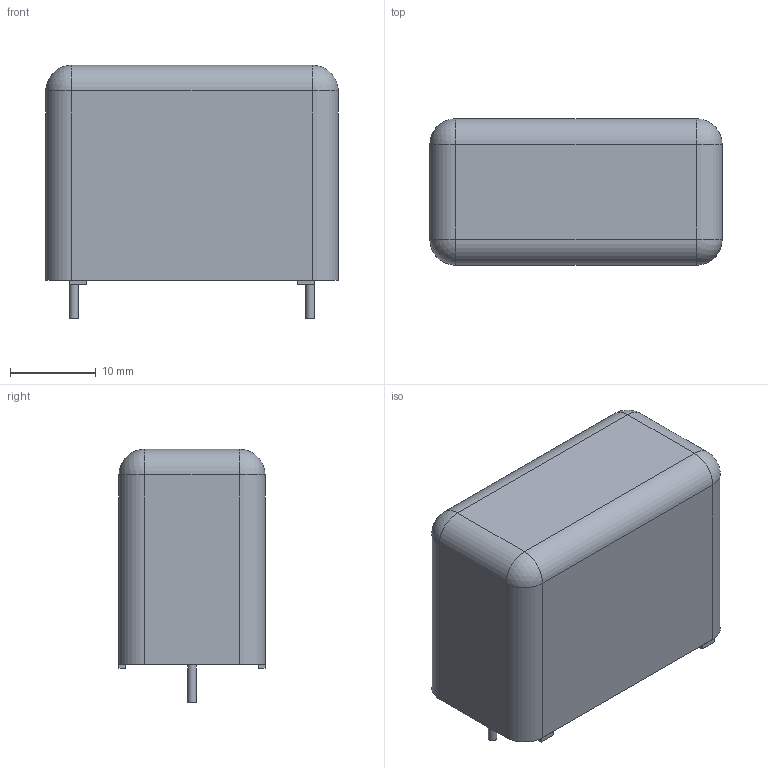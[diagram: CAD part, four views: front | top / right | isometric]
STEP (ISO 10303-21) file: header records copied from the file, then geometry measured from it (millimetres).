
FILE_DESCRIPTION(/* description */ (''),/* implementation_level */ '2;1');
FILE_NAME(/* name */ 'CAPR_VISHAY_MKP1848550704K2.stp',/* time_stamp */ '2016-06-16T10:07:36+02:00',/* author */ ('riccim'),/* organization */ (''),/* preprocessor_version */ 'ST-DEVELOPER v15.5',/* originating_system */ 'AutoCAD Mechanical',/* authorisation */ '');
FILE_SCHEMA (('AUTOMOTIVE_DESIGN { 1 0 10303 214 3 1 1 }'));
Length unit declared in the file: millimetre
Products named in the file (1): Product
Bounding box: 34 x 17 x 29.5 mm (x, y, z)
Volume: 13840.1 mm3; surface area: 4627.4 mm2
Topology: 8 solids, 8 shells, 67 faces, 140 edges, 90 vertices
Faces by surface type: plane 45, cylinder 18, sphere 4
Full cylindrical faces by diameter (mm): 1 x2
Entity records: 1781 total; most frequent: DIRECTION 308, CARTESIAN_POINT 292, ORIENTED_EDGE 272, EDGE_CURVE 136, AXIS2_PLACEMENT_3D 104, LINE 100, VECTOR 100, VERTEX_POINT 88
